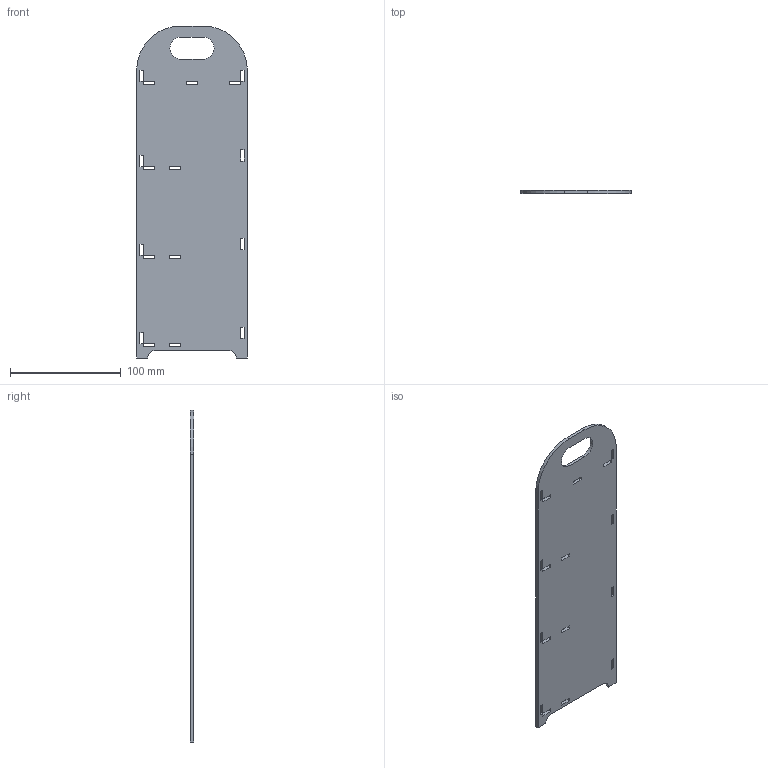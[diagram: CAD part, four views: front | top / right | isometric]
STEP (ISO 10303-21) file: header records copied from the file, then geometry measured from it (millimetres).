
FILE_DESCRIPTION(('FreeCAD Model'),'2;1');
FILE_NAME('Open CASCADE Shape Model','2025-02-14T13:16:51',(''),(''), 'Open CASCADE STEP processor 7.5','FreeCAD','Unknown');
FILE_SCHEMA(('AUTOMOTIVE_DESIGN { 1 0 10303 214 1 1 1 1 }'));
Length unit declared in the file: millimetre
Products named in the file (1): Side
Bounding box: 100 x 3 x 300 mm (x, y, z)
Volume: 82650.4 mm3; surface area: 59055.8 mm2
Topology: 1 solids, 1 shells, 84 faces, 241 edges, 154 vertices
Faces by surface type: plane 78, cylinder 6
Entity records: 5960 total; most frequent: CARTESIAN_POINT 1034, DIRECTION 893, LINE 699, VECTOR 699, ORIENTED_EDGE 492, PCURVE 482, DEFINITIONAL_REPRESENTATION 482, EDGE_CURVE 241
